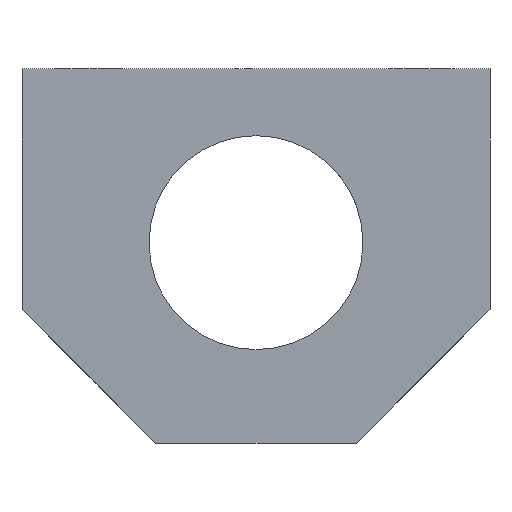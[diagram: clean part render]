
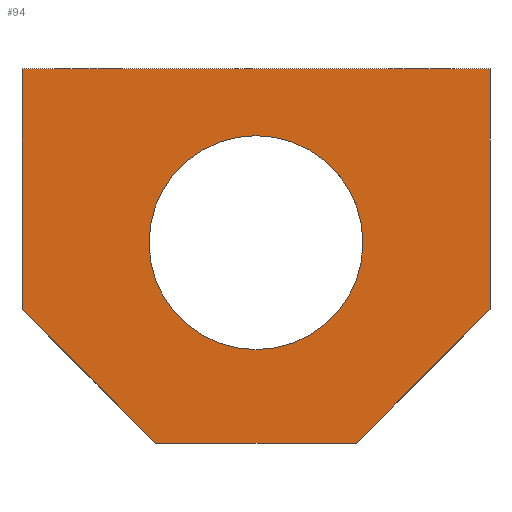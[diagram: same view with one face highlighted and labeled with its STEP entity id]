
A CAD part, front view. The second image highlights one B-rep face of the part: STEP entity #94.
In plain terms, the highlighted planar face has unit normal (0, -1, 0).
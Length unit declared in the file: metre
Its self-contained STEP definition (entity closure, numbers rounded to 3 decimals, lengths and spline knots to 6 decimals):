
#94 = ADVANCED_FACE( '', ( #200, #201 ), #202, .T. );
#200 = FACE_BOUND( '', #305, .T. );
#201 = FACE_OUTER_BOUND( '', #306, .T. );
#202 = PLANE( '', #307 );
#305 = EDGE_LOOP( '', ( #485 ) );
#306 = EDGE_LOOP( '', ( #486, #487, #488, #489, #490, #491 ) );
#307 = AXIS2_PLACEMENT_3D( '', #492, #493, #494 );
#485 = ORIENTED_EDGE( '', *, *, #565, .F. );
#486 = ORIENTED_EDGE( '', *, *, #597, .F. );
#487 = ORIENTED_EDGE( '', *, *, #574, .F. );
#488 = ORIENTED_EDGE( '', *, *, #558, .F. );
#489 = ORIENTED_EDGE( '', *, *, #553, .F. );
#490 = ORIENTED_EDGE( '', *, *, #598, .F. );
#491 = ORIENTED_EDGE( '', *, *, #540, .F. );
#492 = CARTESIAN_POINT( '', ( 0., -0.031, -0.0055 ) );
#493 = DIRECTION( '', ( 0., -1., 0. ) );
#494 = DIRECTION( '', ( 0., 0., -1. ) );
#540 = EDGE_CURVE( '', #625, #627, #628, .T. );
#553 = EDGE_CURVE( '', #646, #648, #649, .T. );
#558 = EDGE_CURVE( '', #648, #656, #657, .T. );
#565 = EDGE_CURVE( '', #667, #667, #668, .T. );
#574 = EDGE_CURVE( '', #656, #681, #682, .T. );
#597 = EDGE_CURVE( '', #681, #625, #711, .T. );
#598 = EDGE_CURVE( '', #627, #646, #712, .T. );
#625 = VERTEX_POINT( '', #746 );
#627 = VERTEX_POINT( '', #749 );
#628 = LINE( '', #750, #751 );
#646 = VERTEX_POINT( '', #774 );
#648 = VERTEX_POINT( '', #777 );
#649 = LINE( '', #778, #779 );
#656 = VERTEX_POINT( '', #788 );
#657 = LINE( '', #789, #790 );
#667 = VERTEX_POINT( '', #855 );
#668 = CIRCLE( '', #856, 0.008 );
#681 = VERTEX_POINT( '', #871 );
#682 = LINE( '', #872, #873 );
#711 = LINE( '', #906, #907 );
#712 = LINE( '', #908, #909 );
#746 = CARTESIAN_POINT( '', ( -0.0175, -0.031, 0.012 ) );
#749 = CARTESIAN_POINT( '', ( -0.0175, -0.031, 0.03 ) );
#750 = CARTESIAN_POINT( '', ( -0.0175, -0.031, 0.012 ) );
#751 = VECTOR( '', #927, 1. );
#774 = CARTESIAN_POINT( '', ( 0.0175, -0.031, 0.03 ) );
#777 = CARTESIAN_POINT( '', ( 0.0175, -0.031, 0.012 ) );
#778 = CARTESIAN_POINT( '', ( 0.0175, -0.031, 0.03 ) );
#779 = VECTOR( '', #943, 1. );
#788 = CARTESIAN_POINT( '', ( 0.0075, -0.031, 0.002 ) );
#789 = CARTESIAN_POINT( '', ( 0.0175, -0.031, 0.012 ) );
#790 = VECTOR( '', #949, 1. );
#855 = CARTESIAN_POINT( '', ( 0., -0.031, 0.009 ) );
#856 = AXIS2_PLACEMENT_3D( '', #954, #955, #956 );
#871 = CARTESIAN_POINT( '', ( -0.0075, -0.031, 0.002 ) );
#872 = CARTESIAN_POINT( '', ( 0.0075, -0.031, 0.002 ) );
#873 = VECTOR( '', #968, 1. );
#906 = CARTESIAN_POINT( '', ( -0.0075, -0.031, 0.002 ) );
#907 = VECTOR( '', #994, 1. );
#908 = CARTESIAN_POINT( '', ( -0.0175, -0.031, 0.03 ) );
#909 = VECTOR( '', #995, 1. );
#927 = DIRECTION( '', ( 0., 0., 1. ) );
#943 = DIRECTION( '', ( 0., 0., -1. ) );
#949 = DIRECTION( '', ( -0.707, 0., -0.707 ) );
#954 = CARTESIAN_POINT( '', ( 0., -0.031, 0.017 ) );
#955 = DIRECTION( '', ( 0., -1., 0. ) );
#956 = DIRECTION( '', ( 0., 0., -1. ) );
#968 = DIRECTION( '', ( -1., 0., 0. ) );
#994 = DIRECTION( '', ( -0.707, 0., 0.707 ) );
#995 = DIRECTION( '', ( 1., 0., 0. ) );
